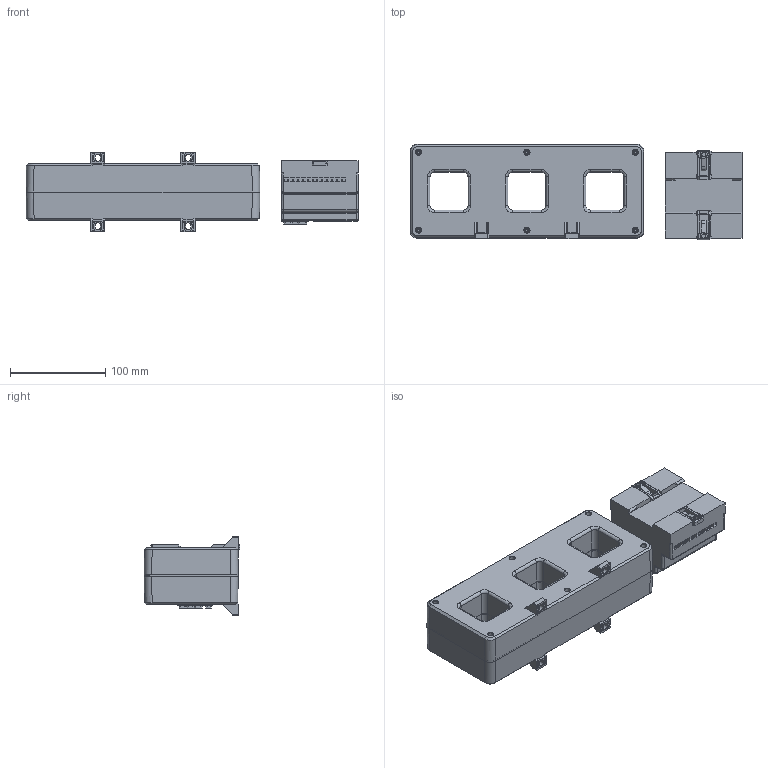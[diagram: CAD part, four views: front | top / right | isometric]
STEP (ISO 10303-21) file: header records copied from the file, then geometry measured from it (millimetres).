
FILE_DESCRIPTION (( 'STEP AP214' ), '1' );
FILE_NAME ('67CDS16 400-800.STEP', '2025-04-12T08:04:25', ( '' ), ( 'Microsoft' ), 'SwSTEP 2.0', 'SolidWorks 2014', '' );
FILE_SCHEMA (( 'AUTOMOTIVE_DESIGN' ));
Length unit declared in the file: millimetre
Products named in the file (6): CDS9 湮萇霜-陔; 菁釱 奻123 湮萇霜 -陔_1; 菁釱 狟123 -湮萇霜 -陔_1; 絳寢諶; CDS16; 67CDS16 400-800
Assembly tree (6 placements, depth 3):
  67CDS16 400-800
    CDS16
    絳寢諶  x2
    CDS9 湮萇霜-陔
      菁釱 狟123 -湮萇霜 -陔_1
      菁釱 奻123 湮萇霜 -陔_1
Bounding box: 349.27 x 100.85 x 84 mm (x, y, z)
Volume: 570668.7 mm3; surface area: 285821.1 mm2
Topology: 5 solids, 5 shells, 1430 faces, 3723 edges, 2386 vertices
Faces by surface type: plane 918, cylinder 400, torus 54, bspline 34, cone 24
Entity records: 47487 total; most frequent: CARTESIAN_POINT 13251, ORIENTED_EDGE 7166, DIRECTION 6935, EDGE_CURVE 3583, VECTOR 2619, LINE 2619, VERTEX_POINT 2306, AXIS2_PLACEMENT_3D 2158
